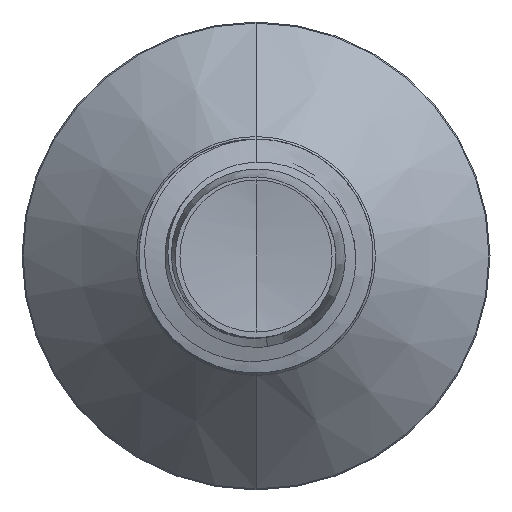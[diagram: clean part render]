
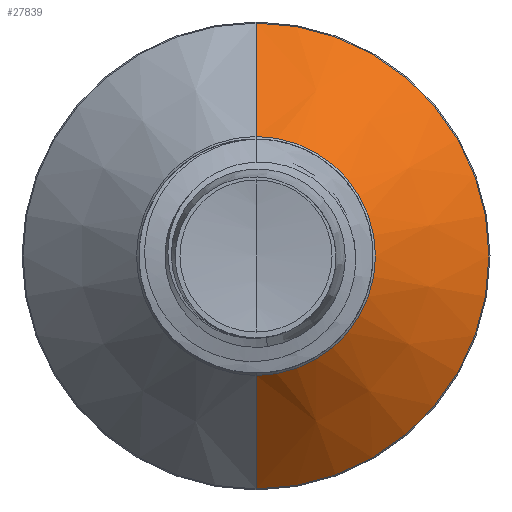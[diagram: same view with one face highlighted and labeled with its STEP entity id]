
A CAD part, front view. The second image highlights one B-rep face of the part: STEP entity #27839.
In plain terms, the highlighted conical face has half-angle 45 degrees and reference radius 2.042 mm.
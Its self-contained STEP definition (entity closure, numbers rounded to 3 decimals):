
#1666 = DIRECTION ( 'NONE',  ( 0., 1., 0. ) ) ;
#1735 = AXIS2_PLACEMENT_3D ( 'NONE', #35310, #20063, #2211 ) ;
#2211 = DIRECTION ( 'NONE',  ( 0., 0., 1. ) ) ;
#4260 = CIRCLE ( 'NONE', #1735, 2.042 ) ;
#4473 = CARTESIAN_POINT ( 'NONE',  ( 0., 17.342, 2.042 ) ) ;
#4714 = DIRECTION ( 'NONE',  ( 0., 0.707, -0.707 ) ) ;
#4914 = DIRECTION ( 'NONE',  ( 0., 0.707, 0.707 ) ) ;
#5658 = VERTEX_POINT ( 'NONE', #18610 ) ;
#5962 = AXIS2_PLACEMENT_3D ( 'NONE', #19653, #1666, #22207 ) ;
#8694 = EDGE_CURVE ( 'NONE', #27830, #30167, #17571, .T. ) ;
#9546 = ORIENTED_EDGE ( 'NONE', *, *, #8694, .F. ) ;
#9969 = VECTOR ( 'NONE', #4714, 1000. ) ;
#10032 = ORIENTED_EDGE ( 'NONE', *, *, #13001, .F. ) ;
#12390 = EDGE_LOOP ( 'NONE', ( #17851, #13654, #9546, #10032 ) ) ;
#12771 = VERTEX_POINT ( 'NONE', #4473 ) ;
#13001 = EDGE_CURVE ( 'NONE', #12771, #27830, #36106, .T. ) ;
#13654 = ORIENTED_EDGE ( 'NONE', *, *, #25672, .T. ) ;
#13736 = CARTESIAN_POINT ( 'NONE',  ( 0., 17.342, 2.042 ) ) ;
#14672 = CARTESIAN_POINT ( 'NONE',  ( 0., 19.282, -3.982 ) ) ;
#17477 = LINE ( 'NONE', #21883, #9969 ) ;
#17571 = CIRCLE ( 'NONE', #5962, 3.982 ) ;
#17851 = ORIENTED_EDGE ( 'NONE', *, *, #36091, .T. ) ;
#18610 = CARTESIAN_POINT ( 'NONE',  ( 0., 17.342, -2.042 ) ) ;
#19653 = CARTESIAN_POINT ( 'NONE',  ( 0., 19.282, 0. ) ) ;
#19833 = DIRECTION ( 'NONE',  ( 0., 1., 0. ) ) ;
#20063 = DIRECTION ( 'NONE',  ( 0., 1., 0. ) ) ;
#21883 = CARTESIAN_POINT ( 'NONE',  ( 0., 17.342, -2.042 ) ) ;
#22207 = DIRECTION ( 'NONE',  ( 0., 0., 1. ) ) ;
#23980 = AXIS2_PLACEMENT_3D ( 'NONE', #24551, #19833, #34717 ) ;
#24551 = CARTESIAN_POINT ( 'NONE',  ( 0., 17.342, 0. ) ) ;
#25672 = EDGE_CURVE ( 'NONE', #5658, #30167, #17477, .T. ) ;
#27830 = VERTEX_POINT ( 'NONE', #35004 ) ;
#27839 = ADVANCED_FACE ( 'NONE', ( #30947 ), #30224, .T. ) ;
#30167 = VERTEX_POINT ( 'NONE', #14672 ) ;
#30224 = CONICAL_SURFACE ( 'NONE', #23980, 2.042, 0.785 ) ;
#30309 = VECTOR ( 'NONE', #4914, 1000. ) ;
#30947 = FACE_OUTER_BOUND ( 'NONE', #12390, .T. ) ;
#34717 = DIRECTION ( 'NONE',  ( 0., 0., 1. ) ) ;
#35004 = CARTESIAN_POINT ( 'NONE',  ( 0., 19.282, 3.982 ) ) ;
#35310 = CARTESIAN_POINT ( 'NONE',  ( 0., 17.342, 0. ) ) ;
#36091 = EDGE_CURVE ( 'NONE', #12771, #5658, #4260, .T. ) ;
#36106 = LINE ( 'NONE', #13736, #30309 ) ;
